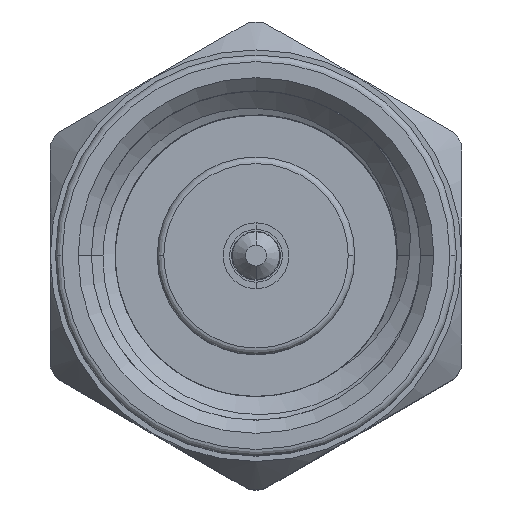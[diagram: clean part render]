
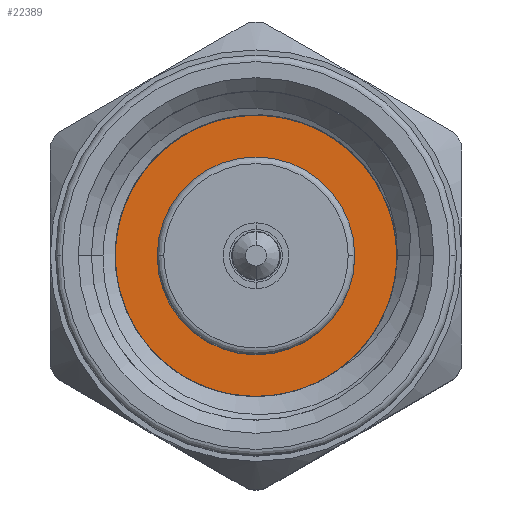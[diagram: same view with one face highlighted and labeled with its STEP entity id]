
A CAD part, top view. The second image highlights one B-rep face of the part: STEP entity #22389.
In plain terms, the highlighted face is planar.
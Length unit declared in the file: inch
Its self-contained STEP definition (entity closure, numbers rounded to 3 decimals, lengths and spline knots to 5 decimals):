
#470 = DIRECTION ( 'NONE',  ( 0., 0., 1. ) ) ;
#484 = CARTESIAN_POINT ( 'NONE',  ( -0.65, 0.09112, -0.08017 ) ) ;
#936 = B_SPLINE_CURVE_WITH_KNOTS ( 'NONE', 3,
 ( #86737, #64275, #24486, #85711, #40817, #31148, #484, #79594, #55623, #71919, #47473, #55122, #15289, #78579, #54099, #8662, #46444, #69915, #70923, #999, #58163, #41828, #10173, #26006 ),
 .UNSPECIFIED., .F., .F.,
 ( 4, 2, 2, 2, 2, 2, 2, 2, 2, 2, 2, 4 ),
 ( 0., 0.00087, 0.0013, 0.00173, 0.0026, 0.00304, 0.00347, 0.0039, 0.00434, 0.0052, 0.00607, 0.00694 ),
 .UNSPECIFIED. ) ;
#999 = CARTESIAN_POINT ( 'NONE',  ( -0.65, -0.05135, -0.0991 ) ) ;
#6137 = CARTESIAN_POINT ( 'NONE',  ( -0.65, -0.03727, 0.10877 ) ) ;
#6633 = CARTESIAN_POINT ( 'NONE',  ( -0.65, -0.10457, 0.02246 ) ) ;
#7643 = CARTESIAN_POINT ( 'NONE',  ( -0.65, 0.06246, 0.10475 ) ) ;
#7970 = VERTEX_POINT ( 'NONE', #79564 ) ;
#8662 = CARTESIAN_POINT ( 'NONE',  ( -0.65, 0.00321, -0.11494 ) ) ;
#9954 = DIRECTION ( 'NONE',  ( 0., 0., 1. ) ) ;
#10173 = CARTESIAN_POINT ( 'NONE',  ( -0.65, -0.08453, -0.06777 ) ) ;
#12202 = PLANE ( 'NONE',  #41361 ) ;
#12389 = CARTESIAN_POINT ( 'NONE',  ( -0.65, 0.12221, -0.02625 ) ) ;
#13292 = CARTESIAN_POINT ( 'NONE',  ( -0.65, -0.10457, 0.02246 ) ) ;
#14266 = EDGE_LOOP ( 'NONE', ( #51369, #88696 ) ) ;
#14680 = ORIENTED_EDGE ( 'NONE', *, *, #25347, .T. ) ;
#15284 = CARTESIAN_POINT ( 'NONE',  ( -0.65, -0.08269, 0.07467 ) ) ;
#15289 = CARTESIAN_POINT ( 'NONE',  ( -0.65, 0.03156, -0.11247 ) ) ;
#20440 = VERTEX_POINT ( 'NONE', #95340 ) ;
#20793 = CARTESIAN_POINT ( 'NONE',  ( -0.65, -0.10457, 0.02246 ) ) ;
#21958 = CARTESIAN_POINT ( 'NONE',  ( -0.65, 0.01299, 0.11751 ) ) ;
#22198 = AXIS2_PLACEMENT_3D ( 'NONE', #23413, #83629, #85652 ) ;
#22389 = ADVANCED_FACE ( 'NONE', ( #51015, #82111 ), #12202, .T. ) ;
#22459 = CARTESIAN_POINT ( 'NONE',  ( -0.65, -0.0996, 0.04474 ) ) ;
#22504 = EDGE_LOOP ( 'NONE', ( #74321, #28326, #64156, #14680 ) ) ;
#23005 = EDGE_CURVE ( 'NONE', #7970, #20440, #33212, .T. ) ;
#23413 = CARTESIAN_POINT ( 'NONE',  ( -0.65, 0., 0. ) ) ;
#23878 = CIRCLE ( 'NONE', #22198, 0.125 ) ;
#23977 = CARTESIAN_POINT ( 'NONE',  ( -0.65, 0.07257, 0.09896 ) ) ;
#24486 = CARTESIAN_POINT ( 'NONE',  ( -0.65, 0.11454, -0.0478 ) ) ;
#25306 = VERTEX_POINT ( 'NONE', #13292 ) ;
#25347 = EDGE_CURVE ( 'NONE', #25306, #29499, #65697, .T. ) ;
#26006 = CARTESIAN_POINT ( 'NONE',  ( -0.65, -0.09009, -0.05765 ) ) ;
#27083 = EDGE_CURVE ( 'NONE', #29499, #86745, #23878, .T. ) ;
#28326 = ORIENTED_EDGE ( 'NONE', *, *, #71478, .T. ) ;
#28448 = CARTESIAN_POINT ( 'NONE',  ( -0.65, -0.1075, 0.00883 ) ) ;
#29499 = VERTEX_POINT ( 'NONE', #71669 ) ;
#29613 = CARTESIAN_POINT ( 'NONE',  ( -0.65, -0.02107, 0.11419 ) ) ;
#31148 = CARTESIAN_POINT ( 'NONE',  ( -0.65, 0.09504, -0.07605 ) ) ;
#32366 = EDGE_CURVE ( 'NONE', #53754, #25306, #73804, .T. ) ;
#33212 = CIRCLE ( 'NONE', #85317, 0.075 ) ;
#35705 = DIRECTION ( 'NONE',  ( -1., 0., 0. ) ) ;
#36628 = CARTESIAN_POINT ( 'NONE',  ( -0.65, -0.09009, -0.05765 ) ) ;
#37119 = CARTESIAN_POINT ( 'NONE',  ( -0.65, -0.09761, -0.0459 ) ) ;
#37776 = CARTESIAN_POINT ( 'NONE',  ( -0.65, -0.00989, 0.11642 ) ) ;
#39282 = CARTESIAN_POINT ( 'NONE',  ( -0.65, 0., 0. ) ) ;
#40817 = CARTESIAN_POINT ( 'NONE',  ( -0.65, 0.10229, -0.06722 ) ) ;
#41361 = AXIS2_PLACEMENT_3D ( 'NONE', #50036, #35705, #65285 ) ;
#41828 = CARTESIAN_POINT ( 'NONE',  ( -0.65, -0.07748, -0.07686 ) ) ;
#44925 = CARTESIAN_POINT ( 'NONE',  ( -0.65, -0.06672, 0.09122 ) ) ;
#45934 = CARTESIAN_POINT ( 'NONE',  ( -0.65, 0.04133, 0.11315 ) ) ;
#46436 = CARTESIAN_POINT ( 'NONE',  ( -0.65, -0.04255, 0.10639 ) ) ;
#46444 = CARTESIAN_POINT ( 'NONE',  ( -0.65, -0.00259, -0.11462 ) ) ;
#46598 = AXIS2_PLACEMENT_3D ( 'NONE', #39282, #79064, #470 ) ;
#47473 = CARTESIAN_POINT ( 'NONE',  ( -0.65, 0.04815, -0.10771 ) ) ;
#50036 = CARTESIAN_POINT ( 'NONE',  ( -0.65, 0., 0. ) ) ;
#51015 = FACE_OUTER_BOUND ( 'NONE', #22504, .T. ) ;
#51369 = ORIENTED_EDGE ( 'NONE', *, *, #99308, .F. ) ;
#52129 = CARTESIAN_POINT ( 'NONE',  ( -0.65, -0.02655, 0.11266 ) ) ;
#53586 = CARTESIAN_POINT ( 'NONE',  ( -0.65, 0.0073, 0.11765 ) ) ;
#53754 = VERTEX_POINT ( 'NONE', #93066 ) ;
#54099 = CARTESIAN_POINT ( 'NONE',  ( -0.65, 0.01462, -0.11478 ) ) ;
#54601 = CARTESIAN_POINT ( 'NONE',  ( -0.65, 0.10529, 0.06737 ) ) ;
#55122 = CARTESIAN_POINT ( 'NONE',  ( -0.65, 0.0372, -0.11115 ) ) ;
#55623 = CARTESIAN_POINT ( 'NONE',  ( -0.65, 0.06883, -0.09819 ) ) ;
#56131 = CARTESIAN_POINT ( 'NONE',  ( -0.65, 0.09854, 0.07671 ) ) ;
#58163 = CARTESIAN_POINT ( 'NONE',  ( -0.65, -0.06074, -0.09266 ) ) ;
#64156 = ORIENTED_EDGE ( 'NONE', *, *, #32366, .T. ) ;
#64275 = CARTESIAN_POINT ( 'NONE',  ( -0.65, 0.11909, -0.03736 ) ) ;
#65285 = DIRECTION ( 'NONE',  ( 0., 0., 1. ) ) ;
#65697 = B_SPLINE_CURVE_WITH_KNOTS ( 'NONE', 3,
 ( #6633, #99542, #22459, #85195, #15284, #44925, #76043, #46436, #6137, #52129, #29613, #37776, #77546, #53586, #21958, #68888, #45934, #7643, #23977, #87237, #56131, #54601 ),
 .UNSPECIFIED., .F., .F.,
 ( 4, 2, 2, 2, 2, 2, 2, 2, 2, 2, 4 ),
 ( 0., 0.00087, 0.00173, 0.0026, 0.00303, 0.00347, 0.0039, 0.00433, 0.0052, 0.00607, 0.00693 ),
 .UNSPECIFIED. ) ;
#68888 = CARTESIAN_POINT ( 'NONE',  ( -0.65, 0.03001, 0.11588 ) ) ;
#69915 = CARTESIAN_POINT ( 'NONE',  ( -0.65, -0.01961, -0.1123 ) ) ;
#70923 = CARTESIAN_POINT ( 'NONE',  ( -0.65, -0.03052, -0.10905 ) ) ;
#71080 = CIRCLE ( 'NONE', #46598, 0.075 ) ;
#71478 = EDGE_CURVE ( 'NONE', #86745, #53754, #936, .T. ) ;
#71669 = CARTESIAN_POINT ( 'NONE',  ( -0.65, 0.10529, 0.06737 ) ) ;
#71919 = CARTESIAN_POINT ( 'NONE',  ( -0.65, 0.05344, -0.10561 ) ) ;
#73804 = B_SPLINE_CURVE_WITH_KNOTS ( 'NONE', 3,
 ( #36628, #37119, #98873, #83517, #28448, #20793 ),
 .UNSPECIFIED., .F., .F.,
 ( 4, 2, 4 ),
 ( 0., 0.00106, 0.00212 ),
 .UNSPECIFIED. ) ;
#74321 = ORIENTED_EDGE ( 'NONE', *, *, #27083, .T. ) ;
#76043 = CARTESIAN_POINT ( 'NONE',  ( -0.65, -0.05761, 0.09816 ) ) ;
#77546 = CARTESIAN_POINT ( 'NONE',  ( -0.65, -0.00413, 0.11712 ) ) ;
#78579 = CARTESIAN_POINT ( 'NONE',  ( -0.65, 0.02029, -0.11428 ) ) ;
#79064 = DIRECTION ( 'NONE',  ( -1., 0., 0. ) ) ;
#79564 = CARTESIAN_POINT ( 'NONE',  ( -0.65, 0., 0.075 ) ) ;
#79594 = CARTESIAN_POINT ( 'NONE',  ( -0.65, 0.07852, -0.09165 ) ) ;
#79865 = DIRECTION ( 'NONE',  ( -1., 0., 0. ) ) ;
#82111 = FACE_BOUND ( 'NONE', #14266, .T. ) ;
#83517 = CARTESIAN_POINT ( 'NONE',  ( -0.65, -0.10773, -0.00531 ) ) ;
#83629 = DIRECTION ( 'NONE',  ( -1., 0., 0. ) ) ;
#85195 = CARTESIAN_POINT ( 'NONE',  ( -0.65, -0.08929, 0.06534 ) ) ;
#85317 = AXIS2_PLACEMENT_3D ( 'NONE', #87518, #79865, #9954 ) ;
#85652 = DIRECTION ( 'NONE',  ( 0., 0., 1. ) ) ;
#85711 = CARTESIAN_POINT ( 'NONE',  ( -0.65, 0.10564, -0.06247 ) ) ;
#86737 = CARTESIAN_POINT ( 'NONE',  ( -0.65, 0.12221, -0.02625 ) ) ;
#86745 = VERTEX_POINT ( 'NONE', #12389 ) ;
#87237 = CARTESIAN_POINT ( 'NONE',  ( -0.65, 0.09053, 0.08498 ) ) ;
#87518 = CARTESIAN_POINT ( 'NONE',  ( -0.65, 0., 0. ) ) ;
#88696 = ORIENTED_EDGE ( 'NONE', *, *, #23005, .F. ) ;
#93066 = CARTESIAN_POINT ( 'NONE',  ( -0.65, -0.09009, -0.05765 ) ) ;
#95340 = CARTESIAN_POINT ( 'NONE',  ( -0.65, 0., -0.075 ) ) ;
#98873 = CARTESIAN_POINT ( 'NONE',  ( -0.65, -0.10278, -0.03269 ) ) ;
#99308 = EDGE_CURVE ( 'NONE', #20440, #7970, #71080, .T. ) ;
#99542 = CARTESIAN_POINT ( 'NONE',  ( -0.65, -0.10298, 0.03389 ) ) ;
